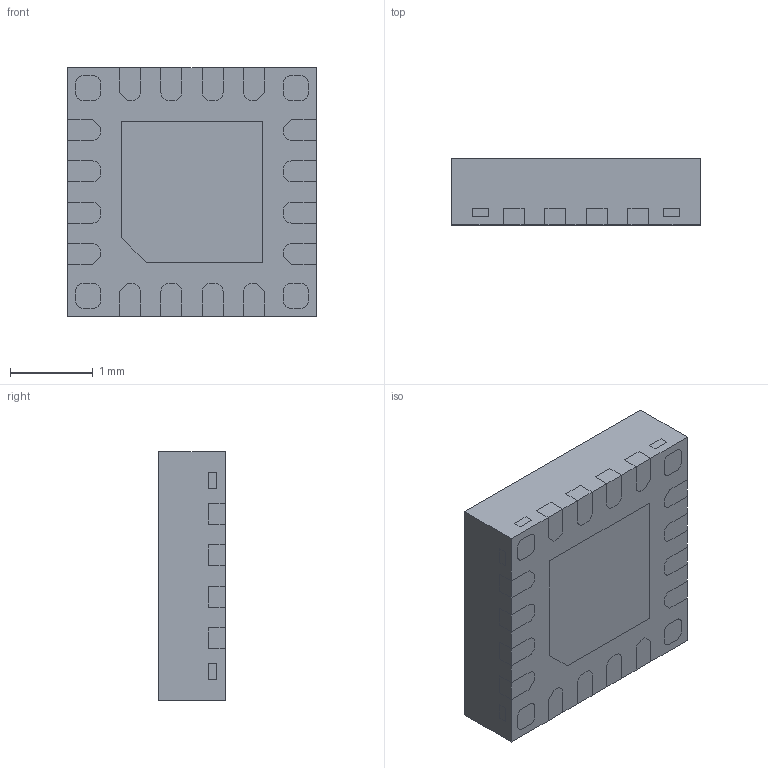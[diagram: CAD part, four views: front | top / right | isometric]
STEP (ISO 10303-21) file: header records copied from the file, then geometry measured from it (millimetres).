
FILE_DESCRIPTION (( 'STEP AP214' ), '1' );
FILE_NAME ('5E0B15C8-EE4B-4EBE-BE62-2B15A9DE0CE6.STEP', '2023-07-06T01:50:30', ( '' ), ( '' ), 'SwSTEP 2.0', 'SolidWorks 2022', '' );
FILE_SCHEMA (( 'AUTOMOTIVE_DESIGN' ));
Length unit declared in the file: millimetre
Products named in the file (1): 5E0B15C8-EE4B-4EBE-BE62-2B15A9DE0CE6
Bounding box: 3 x 0.8 x 3 mm (x, y, z)
Volume: 7.2 mm3; surface area: 48.4 mm2
Topology: 30 solids, 30 shells, 549 faces, 1386 edges, 924 vertices
Faces by surface type: plane 404, cylinder 82, bspline 63
Entity records: 19833 total; most frequent: CARTESIAN_POINT 6467, ORIENTED_EDGE 2772, DIRECTION 2398, EDGE_CURVE 1386, LINE 1096, VECTOR 1096, VERTEX_POINT 924, AXIS2_PLACEMENT_3D 651
